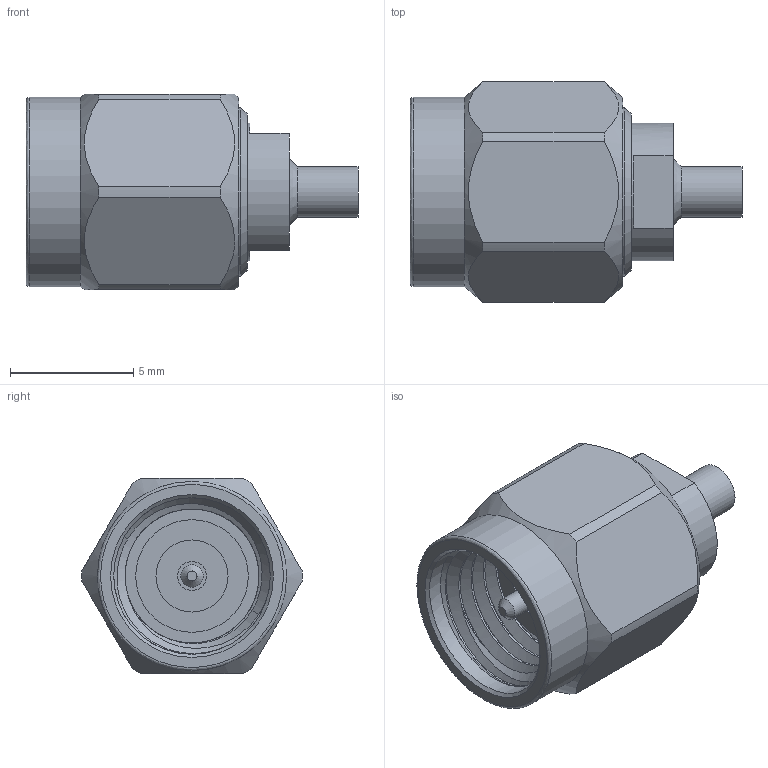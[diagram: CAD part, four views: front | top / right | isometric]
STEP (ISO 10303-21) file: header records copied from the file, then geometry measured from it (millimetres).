
FILE_DESCRIPTION (( 'STEP AP203' ), '1' );
FILE_NAME ('FMCN1428_3D.step', '2023-01-19T21:58:34', ( '' ), ( '' ), 'SwSTEP 2.0', 'SolidWorks 2022', '' );
FILE_SCHEMA (( 'CONFIG_CONTROL_DESIGN' ));
Length unit declared in the file: inch
Products named in the file (1): FMCN1428_3D
Bounding box: 13.46 x 8.93 x 7.94 mm (x, y, z)
Volume: 328.1 mm3; surface area: 712.8 mm2
Topology: 1 solids, 1 shells, 57 faces, 137 edges, 91 vertices
Faces by surface type: plane 22, cylinder 21, cone 10, bspline 4
Full cylindrical faces by diameter (mm): 0.914 x1, 1.168 x1, 1.27 x1, 2.032 x1, 2.92 x1, 4.572 x1, 5.588 x1, 6.35 x6, 6.834 x1, 7.671 x1
Entity records: 2523 total; most frequent: CARTESIAN_POINT 1410, DIRECTION 212, ORIENTED_EDGE 186, AXIS2_PLACEMENT_3D 93, EDGE_CURVE 93, EDGE_LOOP 80, VERTEX_POINT 71, FACE_OUTER_BOUND 63
